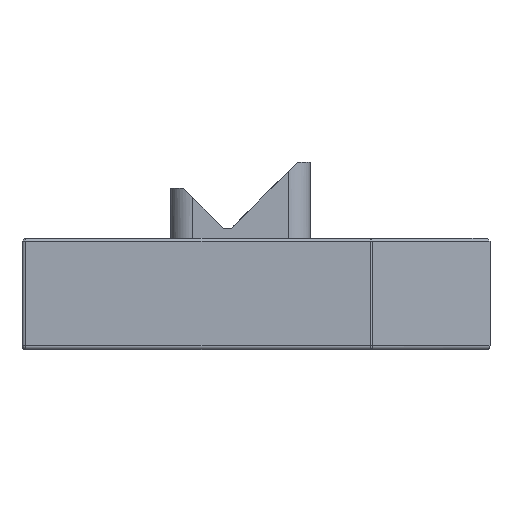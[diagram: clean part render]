
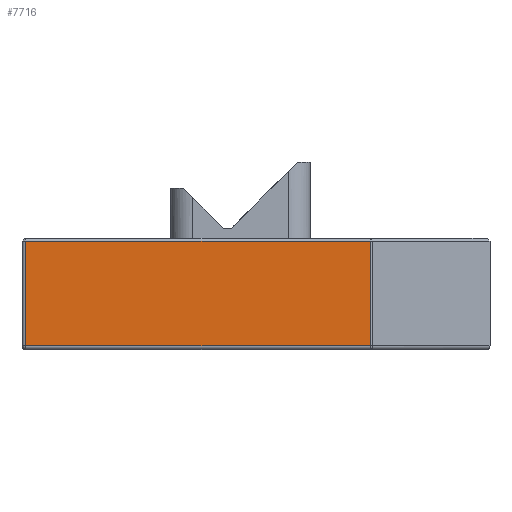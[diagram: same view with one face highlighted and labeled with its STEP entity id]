
A CAD part, left-side view. The second image highlights one B-rep face of the part: STEP entity #7716.
In plain terms, the highlighted planar face has unit normal (-1, 0, 0).
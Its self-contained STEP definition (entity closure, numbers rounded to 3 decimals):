
#832=FACE_OUTER_BOUND('',#1298,.T.);
#1298=EDGE_LOOP('',(#5578,#5579,#5580,#5581));
#1904=LINE('',#12158,#2633);
#1929=LINE('',#12227,#2658);
#1930=LINE('',#12231,#2659);
#1931=LINE('',#12232,#2660);
#2633=VECTOR('',#9504,10.);
#2658=VECTOR('',#9575,10.);
#2659=VECTOR('',#9580,10.);
#2660=VECTOR('',#9581,10.);
#3469=VERTEX_POINT('',#12148);
#3471=VERTEX_POINT('',#12154);
#3493=VERTEX_POINT('',#12226);
#3494=VERTEX_POINT('',#12230);
#4236=EDGE_CURVE('',#3469,#3471,#1904,.T.);
#4271=EDGE_CURVE('',#3471,#3493,#1929,.T.);
#4273=EDGE_CURVE('',#3494,#3469,#1930,.T.);
#4274=EDGE_CURVE('',#3493,#3494,#1931,.T.);
#5578=ORIENTED_EDGE('',*,*,#4236,.F.);
#5579=ORIENTED_EDGE('',*,*,#4273,.F.);
#5580=ORIENTED_EDGE('',*,*,#4274,.F.);
#5581=ORIENTED_EDGE('',*,*,#4271,.F.);
#7495=PLANE('',#8325);
#7716=ADVANCED_FACE('',(#832),#7495,.T.);
#8325=AXIS2_PLACEMENT_3D('',#12229,#9578,#9579);
#9504=DIRECTION('',(0.,-1.,0.));
#9575=DIRECTION('',(0.,0.,-1.));
#9578=DIRECTION('center_axis',(-1.,0.,0.));
#9579=DIRECTION('ref_axis',(0.,1.,0.));
#9580=DIRECTION('',(0.,0.,1.));
#9581=DIRECTION('',(0.,1.,0.));
#12148=CARTESIAN_POINT('',(0.,67.5,-0.4));
#12154=CARTESIAN_POINT('',(0.,21.117,-0.4));
#12158=CARTESIAN_POINT('',(0.,28.705,-0.4));
#12226=CARTESIAN_POINT('',(0.,21.117,-14.5));
#12227=CARTESIAN_POINT('',(0.,21.117,0.));
#12229=CARTESIAN_POINT('Origin',(0.,20.91,0.));
#12230=CARTESIAN_POINT('',(0.,67.5,-14.5));
#12231=CARTESIAN_POINT('',(0.,67.5,0.));
#12232=CARTESIAN_POINT('',(0.,28.705,-14.5));
